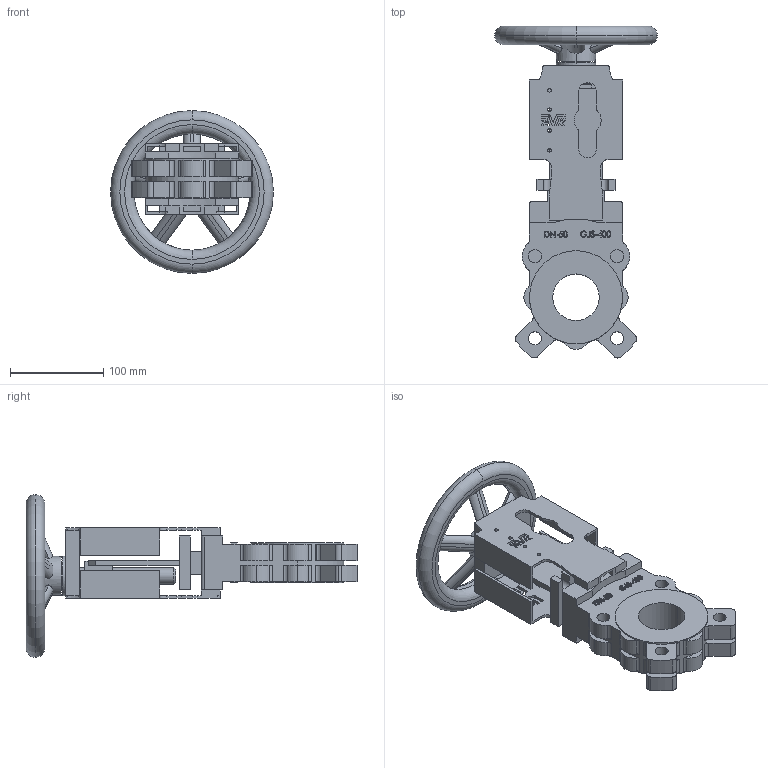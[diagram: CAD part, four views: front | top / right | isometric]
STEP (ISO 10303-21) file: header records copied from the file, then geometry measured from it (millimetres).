
FILE_DESCRIPTION (( 'STEP AP203' ), '1' );
FILE_NAME ('70205010034.STEP', '2017-03-22T14:20:22', ( '' ), ( '' ), 'SwSTEP 2.0', 'SolidWorks 2016', '' );
FILE_SCHEMA (( 'CONFIG_CONTROL_DESIGN' ));
Length unit declared in the file: millimetre
Products named in the file (1): 70205010034
Bounding box: 175 x 356.74 x 175 mm (x, y, z)
Volume: 1202288.3 mm3; surface area: 234604.5 mm2
Topology: 1 solids, 1 shells, 875 faces, 2479 edges, 1632 vertices
Faces by surface type: plane 411, cylinder 289, bspline 162, torus 11, cone 2
Entity records: 38796 total; most frequent: CARTESIAN_POINT 16663, ORIENTED_EDGE 4938, DIRECTION 4111, EDGE_CURVE 2469, VERTEX_POINT 1632, VECTOR 1455, LINE 1455, AXIS2_PLACEMENT_3D 1328
